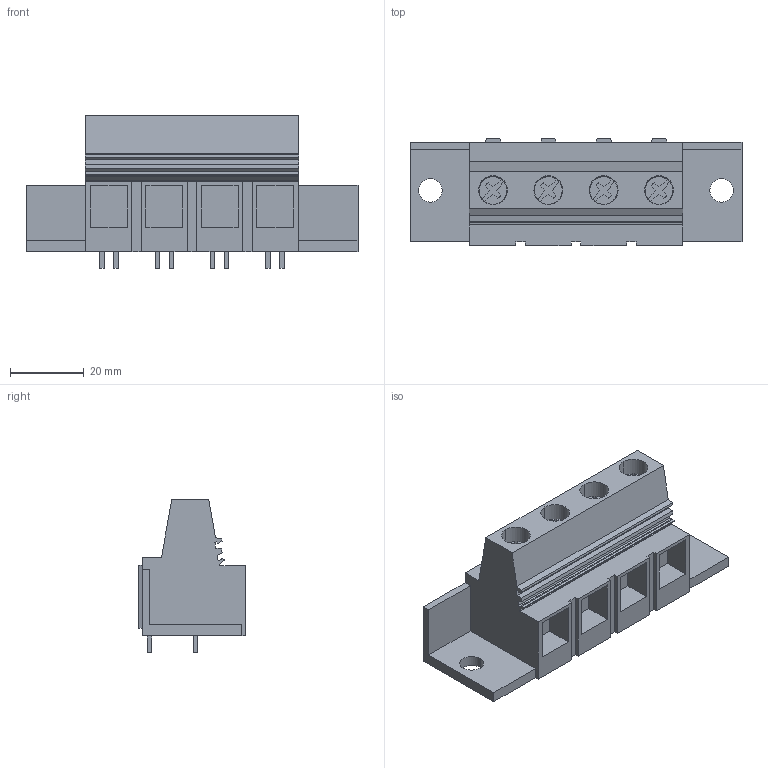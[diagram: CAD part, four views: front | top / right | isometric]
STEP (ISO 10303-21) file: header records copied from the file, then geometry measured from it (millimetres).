
FILE_DESCRIPTION(('CATIA V5 STEP Exchange','CAx-IF Rec.Pracs.--- Model Styling and Organization---1.2---2011-12-15'),'2;1');
FILE_NAME ('D1449867_0_1226540000_1226540000.stp','2018-04-13T09:09:35+00:00',('none'),('Weidmueller'),'CATIA Version 5-6 Release 2014','CATIA V5 STEP AP214','none');
FILE_SCHEMA(('AUTOMOTIVE_DESIGN { 1 0 10303 214 1 1 1 1 }'));
Length unit declared in the file: millimetre
Products named in the file (1): 1226540000 
Bounding box: 90 x 29.06 x 41.45 mm (x, y, z)
Volume: 41166.9 mm3; surface area: 17352.4 mm2
Topology: 13 solids, 13 shells, 387 faces, 1041 edges, 696 vertices
Faces by surface type: plane 323, cylinder 56, extrusion 8
Entity records: 11868 total; most frequent: CARTESIAN_POINT 2593, ORIENTED_EDGE 2082, DIRECTION 1563, EDGE_CURVE 1041, VECTOR 905, LINE 897, VERTEX_POINT 696, EDGE_LOOP 407
